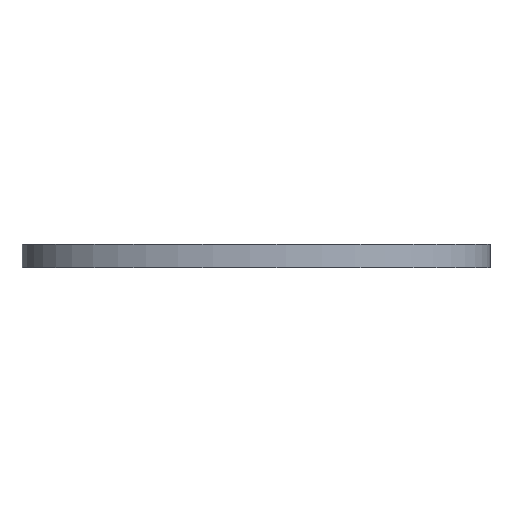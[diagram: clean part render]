
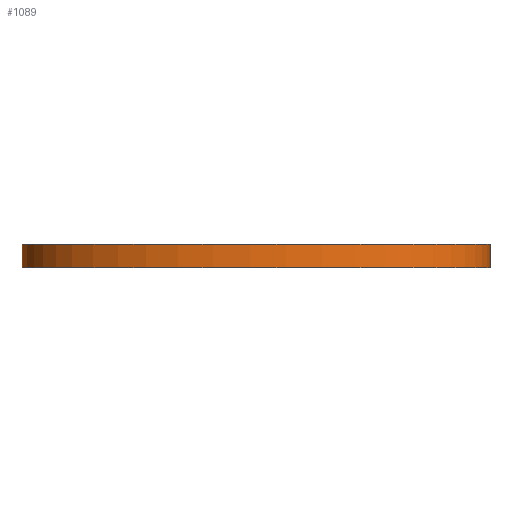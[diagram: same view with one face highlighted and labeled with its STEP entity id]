
A CAD part, front view. The second image highlights one B-rep face of the part: STEP entity #1089.
In plain terms, the highlighted free-form (B-spline) face has degree [3, 1] with [4, 2] control points.
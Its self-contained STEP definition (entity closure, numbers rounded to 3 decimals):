
#708 = VERTEX_POINT('',#709);
#709 = CARTESIAN_POINT('',(-16.284,-0.129,
    0.814));
#716 = EDGE_CURVE('',#708,#717,#719,.T.);
#717 = VERTEX_POINT('',#718);
#718 = CARTESIAN_POINT('',(16.284,-0.129,
    0.814));
#719 = ( BOUNDED_CURVE() B_SPLINE_CURVE(3,(#720,#721,#722,#723),
.UNSPECIFIED.,.F.,.F.) B_SPLINE_CURVE_WITH_KNOTS((4,4),(0.,3.142
),.PIECEWISE_BEZIER_KNOTS.) CURVE() GEOMETRIC_REPRESENTATION_ITEM() 
RATIONAL_B_SPLINE_CURVE((1.,0.333,0.333,1.)) 
REPRESENTATION_ITEM('') );
#720 = CARTESIAN_POINT('',(-16.284,-0.129,
    0.814));
#721 = CARTESIAN_POINT('',(-16.284,-20.438,
    0.814));
#722 = CARTESIAN_POINT('',(16.284,-20.438,
    0.814));
#723 = CARTESIAN_POINT('',(16.284,-0.129,
    0.814));
#1089 = ADVANCED_FACE('',(#1090),#1114,.T.);
#1090 = FACE_BOUND('',#1091,.T.);
#1091 = EDGE_LOOP('',(#1092,#1103,#1108,#1109));
#1092 = ORIENTED_EDGE('',*,*,#1093,.T.);
#1093 = EDGE_CURVE('',#1094,#1096,#1098,.T.);
#1094 = VERTEX_POINT('',#1095);
#1095 = CARTESIAN_POINT('',(-16.284,-0.129,
    -0.814));
#1096 = VERTEX_POINT('',#1097);
#1097 = CARTESIAN_POINT('',(16.284,-0.129,
    -0.814));
#1098 = ( BOUNDED_CURVE() B_SPLINE_CURVE(3,(#1099,#1100,#1101,#1102),
.UNSPECIFIED.,.F.,.F.) B_SPLINE_CURVE_WITH_KNOTS((4,4),(0.,3.142
),.PIECEWISE_BEZIER_KNOTS.) CURVE() GEOMETRIC_REPRESENTATION_ITEM() 
RATIONAL_B_SPLINE_CURVE((1.,0.333,0.333,1.)) 
REPRESENTATION_ITEM('') );
#1099 = CARTESIAN_POINT('',(-16.284,-0.129,
    -0.814));
#1100 = CARTESIAN_POINT('',(-16.284,-20.438,
    -0.814));
#1101 = CARTESIAN_POINT('',(16.284,-20.438,
    -0.814));
#1102 = CARTESIAN_POINT('',(16.284,-0.129,
    -0.814));
#1103 = ORIENTED_EDGE('',*,*,#1104,.T.);
#1104 = EDGE_CURVE('',#1096,#717,#1105,.T.);
#1105 = B_SPLINE_CURVE_WITH_KNOTS('',1,(#1106,#1107),.UNSPECIFIED.,.F.,
  .F.,(2,2),(-2.,0.),.PIECEWISE_BEZIER_KNOTS.);
#1106 = CARTESIAN_POINT('',(16.284,-0.129,
    -0.814));
#1107 = CARTESIAN_POINT('',(16.284,-0.129,
    0.814));
#1108 = ORIENTED_EDGE('',*,*,#716,.F.);
#1109 = ORIENTED_EDGE('',*,*,#1110,.F.);
#1110 = EDGE_CURVE('',#1094,#708,#1111,.T.);
#1111 = B_SPLINE_CURVE_WITH_KNOTS('',1,(#1112,#1113),.UNSPECIFIED.,.F.,
  .F.,(2,2),(-2.,0.),.PIECEWISE_BEZIER_KNOTS.);
#1112 = CARTESIAN_POINT('',(-16.284,-0.129,
    -0.814));
#1113 = CARTESIAN_POINT('',(-16.284,-0.129,
    0.814));
#1114 = ( BOUNDED_SURFACE() B_SPLINE_SURFACE(3,1,(
    (#1115,#1116)
    ,(#1117,#1118)
    ,(#1119,#1120)
    ,(#1121,#1122
)),.UNSPECIFIED.,.F.,.F.,.F.) B_SPLINE_SURFACE_WITH_KNOTS((4,4),(2,2),(
    0.,1.),(0.,1.),.PIECEWISE_BEZIER_KNOTS.) 
GEOMETRIC_REPRESENTATION_ITEM() RATIONAL_B_SPLINE_SURFACE((
    (1.,1.)
    ,(0.333,0.333)
    ,(0.333,0.333)
,(1.,1.))) REPRESENTATION_ITEM('') SURFACE() );
#1115 = CARTESIAN_POINT('',(-16.284,-0.129,
    -0.814));
#1116 = CARTESIAN_POINT('',(-16.284,-0.129,
    0.814));
#1117 = CARTESIAN_POINT('',(-16.284,-20.438,
    -0.814));
#1118 = CARTESIAN_POINT('',(-16.284,-20.438,
    0.814));
#1119 = CARTESIAN_POINT('',(16.284,-20.438,
    -0.814));
#1120 = CARTESIAN_POINT('',(16.284,-20.438,
    0.814));
#1121 = CARTESIAN_POINT('',(16.284,-0.129,
    -0.814));
#1122 = CARTESIAN_POINT('',(16.284,-0.129,
    0.814));
